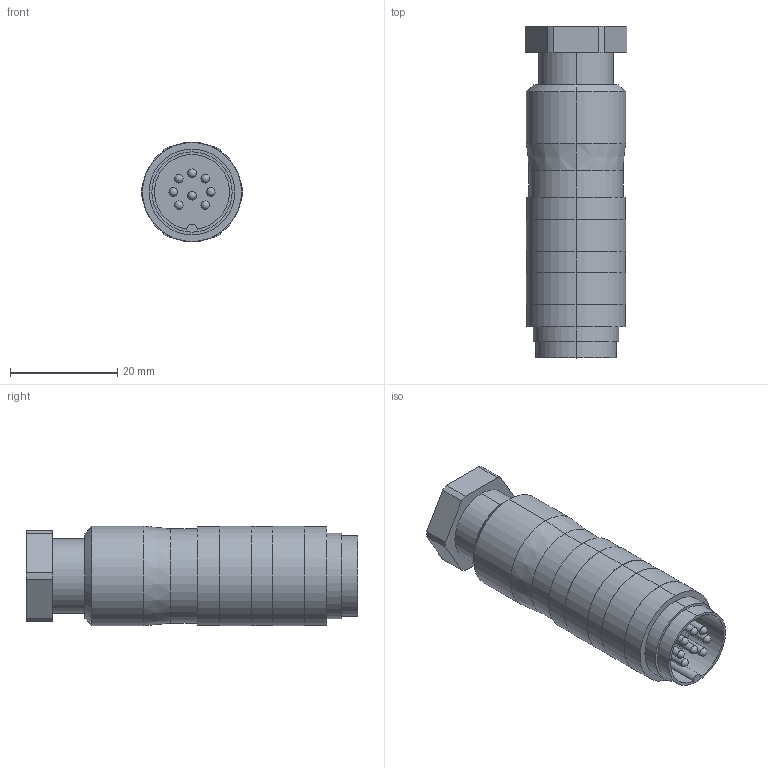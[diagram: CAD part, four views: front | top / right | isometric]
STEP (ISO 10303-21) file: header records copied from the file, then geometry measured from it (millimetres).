
FILE_DESCRIPTION((''),'2;1');
FILE_NAME('99-5671-15-08.stp','2005-04-22T10:05:34',('generator'),(''),'Autodesk Inventor 7','Autodesk Inventor 7','');
FILE_SCHEMA(('AUTOMOTIVE_DESIGN { 1 0 10303 214 1 1 1 1 }'));
Length unit declared in the file: millimetre
Products named in the file (1): 99-5671-15-08
Bounding box: 19 x 62 x 18.6 mm (x, y, z)
Volume: 13610.8 mm3; surface area: 5085.8 mm2
Topology: 1 solids, 1 shells, 80 faces, 201 edges, 126 vertices
Faces by surface type: cylinder 47, plane 19, sphere 8, cone 6
Entity records: 2210 total; most frequent: DIRECTION 429, CARTESIAN_POINT 360, ORIENTED_EDGE 338, AXIS2_PLACEMENT_3D 179, EDGE_CURVE 169, VERTEX_POINT 110, EDGE_LOOP 99, CIRCLE 98
